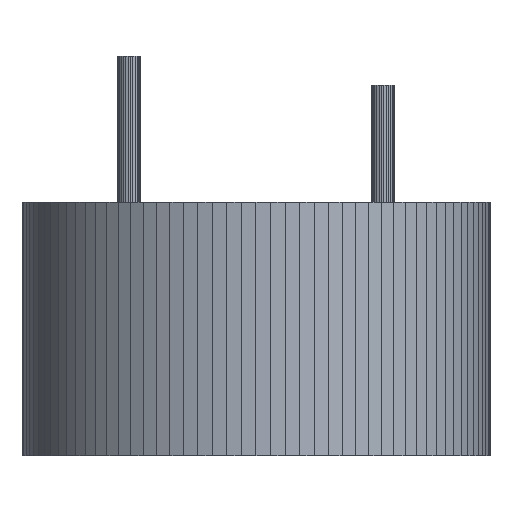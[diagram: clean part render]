
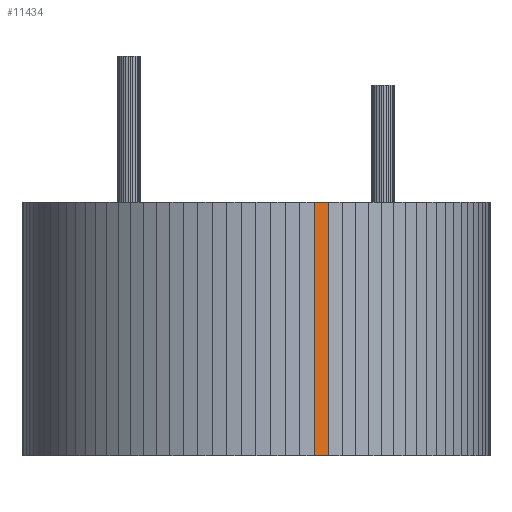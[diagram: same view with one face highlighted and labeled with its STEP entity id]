
A CAD part, front view. The second image highlights one B-rep face of the part: STEP entity #11434.
In plain terms, the highlighted planar face has unit normal (0.279, -0.96, 0).
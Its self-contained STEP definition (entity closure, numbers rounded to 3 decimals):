
#2444 = PLANE('',#2445);
#2445 = AXIS2_PLACEMENT_3D('',#2446,#2447,#2448);
#2446 = CARTESIAN_POINT('',(0.,0.,6.5)
  );
#2447 = DIRECTION('',(0.,0.,1.));
#2448 = DIRECTION('',(1.,0.,0.));
#2498 = PLANE('',#2499);
#2499 = AXIS2_PLACEMENT_3D('',#2500,#2501,#2502);
#2500 = CARTESIAN_POINT('',(0.,0.,0.));
#2501 = DIRECTION('',(0.,0.,1.));
#2502 = DIRECTION('',(1.,0.,0.));
#4791 = VERTEX_POINT('',#4792);
#4792 = CARTESIAN_POINT('',(1.492,-5.811,0.));
#4806 = PLANE('',#4807);
#4807 = AXIS2_PLACEMENT_3D('',#4808,#4809,#4810);
#4808 = CARTESIAN_POINT('',(1.124,-5.894,0.));
#4809 = DIRECTION('',(-0.218,0.976,0.));
#4810 = DIRECTION('',(0.976,0.218,0.));
#4818 = EDGE_CURVE('',#4791,#4819,#4821,.T.);
#4819 = VERTEX_POINT('',#4820);
#4820 = CARTESIAN_POINT('',(1.854,-5.706,0.));
#4821 = SURFACE_CURVE('',#4822,(#4826,#4833),.PCURVE_S1.);
#4822 = LINE('',#4823,#4824);
#4823 = CARTESIAN_POINT('',(1.492,-5.811,0.));
#4824 = VECTOR('',#4825,1.);
#4825 = DIRECTION('',(0.96,0.279,0.));
#4826 = PCURVE('',#2498,#4827);
#4827 = DEFINITIONAL_REPRESENTATION('',(#4828),#4832);
#4828 = LINE('',#4829,#4830);
#4829 = CARTESIAN_POINT('',(1.492,-5.811));
#4830 = VECTOR('',#4831,1.);
#4831 = DIRECTION('',(0.96,0.279));
#4832 = ( GEOMETRIC_REPRESENTATION_CONTEXT(2) 
PARAMETRIC_REPRESENTATION_CONTEXT() REPRESENTATION_CONTEXT('2D SPACE',''
  ) );
#4833 = PCURVE('',#4834,#4839);
#4834 = PLANE('',#4835);
#4835 = AXIS2_PLACEMENT_3D('',#4836,#4837,#4838);
#4836 = CARTESIAN_POINT('',(1.492,-5.811,0.));
#4837 = DIRECTION('',(-0.279,0.96,0.));
#4838 = DIRECTION('',(0.96,0.279,0.));
#4839 = DEFINITIONAL_REPRESENTATION('',(#4840),#4844);
#4840 = LINE('',#4841,#4842);
#4841 = CARTESIAN_POINT('',(0.,0.));
#4842 = VECTOR('',#4843,1.);
#4843 = DIRECTION('',(1.,0.));
#4844 = ( GEOMETRIC_REPRESENTATION_CONTEXT(2) 
PARAMETRIC_REPRESENTATION_CONTEXT() REPRESENTATION_CONTEXT('2D SPACE',''
  ) );
#4862 = PLANE('',#4863);
#4863 = AXIS2_PLACEMENT_3D('',#4864,#4865,#4866);
#4864 = CARTESIAN_POINT('',(1.854,-5.706,0.));
#4865 = DIRECTION('',(-0.339,0.941,0.));
#4866 = DIRECTION('',(0.941,0.339,0.));
#9928 = VERTEX_POINT('',#9929);
#9929 = CARTESIAN_POINT('',(1.492,-5.811,6.5));
#9950 = EDGE_CURVE('',#9928,#9951,#9953,.T.);
#9951 = VERTEX_POINT('',#9952);
#9952 = CARTESIAN_POINT('',(1.854,-5.706,6.5));
#9953 = SURFACE_CURVE('',#9954,(#9958,#9965),.PCURVE_S1.);
#9954 = LINE('',#9955,#9956);
#9955 = CARTESIAN_POINT('',(1.492,-5.811,6.5));
#9956 = VECTOR('',#9957,1.);
#9957 = DIRECTION('',(0.96,0.279,0.));
#9958 = PCURVE('',#2444,#9959);
#9959 = DEFINITIONAL_REPRESENTATION('',(#9960),#9964);
#9960 = LINE('',#9961,#9962);
#9961 = CARTESIAN_POINT('',(1.492,-5.811));
#9962 = VECTOR('',#9963,1.);
#9963 = DIRECTION('',(0.96,0.279));
#9964 = ( GEOMETRIC_REPRESENTATION_CONTEXT(2) 
PARAMETRIC_REPRESENTATION_CONTEXT() REPRESENTATION_CONTEXT('2D SPACE',''
  ) );
#9965 = PCURVE('',#4834,#9966);
#9966 = DEFINITIONAL_REPRESENTATION('',(#9967),#9971);
#9967 = LINE('',#9968,#9969);
#9968 = CARTESIAN_POINT('',(0.,-6.5));
#9969 = VECTOR('',#9970,1.);
#9970 = DIRECTION('',(1.,0.));
#9971 = ( GEOMETRIC_REPRESENTATION_CONTEXT(2) 
PARAMETRIC_REPRESENTATION_CONTEXT() REPRESENTATION_CONTEXT('2D SPACE',''
  ) );
#11384 = EDGE_CURVE('',#4819,#9951,#11385,.T.);
#11385 = SURFACE_CURVE('',#11386,(#11390,#11397),.PCURVE_S1.);
#11386 = LINE('',#11387,#11388);
#11387 = CARTESIAN_POINT('',(1.854,-5.706,0.));
#11388 = VECTOR('',#11389,1.);
#11389 = DIRECTION('',(0.,0.,1.));
#11390 = PCURVE('',#4862,#11391);
#11391 = DEFINITIONAL_REPRESENTATION('',(#11392),#11396);
#11392 = LINE('',#11393,#11394);
#11393 = CARTESIAN_POINT('',(0.,0.));
#11394 = VECTOR('',#11395,1.);
#11395 = DIRECTION('',(0.,-1.));
#11396 = ( GEOMETRIC_REPRESENTATION_CONTEXT(2) 
PARAMETRIC_REPRESENTATION_CONTEXT() REPRESENTATION_CONTEXT('2D SPACE',''
  ) );
#11397 = PCURVE('',#4834,#11398);
#11398 = DEFINITIONAL_REPRESENTATION('',(#11399),#11403);
#11399 = LINE('',#11400,#11401);
#11400 = CARTESIAN_POINT('',(0.377,0.));
#11401 = VECTOR('',#11402,1.);
#11402 = DIRECTION('',(0.,-1.));
#11403 = ( GEOMETRIC_REPRESENTATION_CONTEXT(2) 
PARAMETRIC_REPRESENTATION_CONTEXT() REPRESENTATION_CONTEXT('2D SPACE',''
  ) );
#11434 = ADVANCED_FACE('',(#11435),#4834,.F.);
#11435 = FACE_BOUND('',#11436,.F.);
#11436 = EDGE_LOOP('',(#11437,#11458,#11459,#11460));
#11437 = ORIENTED_EDGE('',*,*,#11438,.T.);
#11438 = EDGE_CURVE('',#4791,#9928,#11439,.T.);
#11439 = SURFACE_CURVE('',#11440,(#11444,#11451),.PCURVE_S1.);
#11440 = LINE('',#11441,#11442);
#11441 = CARTESIAN_POINT('',(1.492,-5.811,0.));
#11442 = VECTOR('',#11443,1.);
#11443 = DIRECTION('',(0.,0.,1.));
#11444 = PCURVE('',#4834,#11445);
#11445 = DEFINITIONAL_REPRESENTATION('',(#11446),#11450);
#11446 = LINE('',#11447,#11448);
#11447 = CARTESIAN_POINT('',(0.,0.));
#11448 = VECTOR('',#11449,1.);
#11449 = DIRECTION('',(0.,-1.));
#11450 = ( GEOMETRIC_REPRESENTATION_CONTEXT(2) 
PARAMETRIC_REPRESENTATION_CONTEXT() REPRESENTATION_CONTEXT('2D SPACE',''
  ) );
#11451 = PCURVE('',#4806,#11452);
#11452 = DEFINITIONAL_REPRESENTATION('',(#11453),#11457);
#11453 = LINE('',#11454,#11455);
#11454 = CARTESIAN_POINT('',(0.377,0.));
#11455 = VECTOR('',#11456,1.);
#11456 = DIRECTION('',(0.,-1.));
#11457 = ( GEOMETRIC_REPRESENTATION_CONTEXT(2) 
PARAMETRIC_REPRESENTATION_CONTEXT() REPRESENTATION_CONTEXT('2D SPACE',''
  ) );
#11458 = ORIENTED_EDGE('',*,*,#9950,.T.);
#11459 = ORIENTED_EDGE('',*,*,#11384,.F.);
#11460 = ORIENTED_EDGE('',*,*,#4818,.F.);
